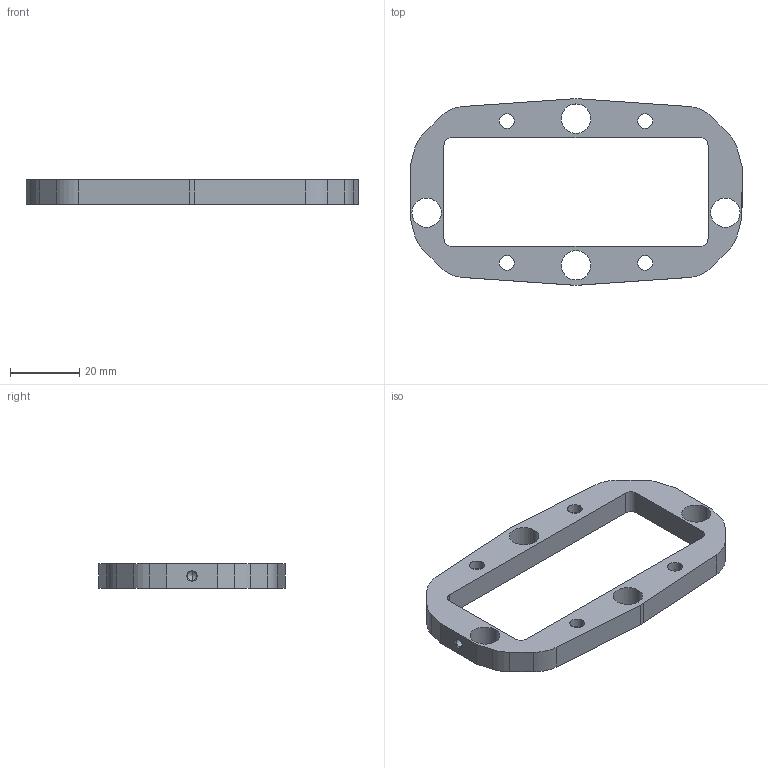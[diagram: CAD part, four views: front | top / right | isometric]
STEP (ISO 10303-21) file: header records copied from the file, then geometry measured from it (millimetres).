
FILE_DESCRIPTION (( 'STEP AP214' ), '1' );
FILE_NAME ('XW-USI-053-A-interface-platine-BAC.STEP', '2020-09-16T12:40:19', ( '' ), ( '' ), 'SwSTEP 2.0', 'SolidWorks 2016', '' );
FILE_SCHEMA (( 'AUTOMOTIVE_DESIGN' ));
Length unit declared in the file: millimetre
Products named in the file (1): XW-USI-053-A-interface-platine-BAC
Bounding box: 96 x 53.95 x 7 mm (x, y, z)
Volume: 12627.9 mm3; surface area: 8573 mm2
Topology: 1 solids, 1 shells, 74 faces, 196 edges, 126 vertices
Faces by surface type: cylinder 42, plane 24, cone 8
Entity records: 2410 total; most frequent: DIRECTION 430, CARTESIAN_POINT 393, ORIENTED_EDGE 384, EDGE_CURVE 192, AXIS2_PLACEMENT_3D 163, VERTEX_POINT 126, VECTOR 104, LINE 104
